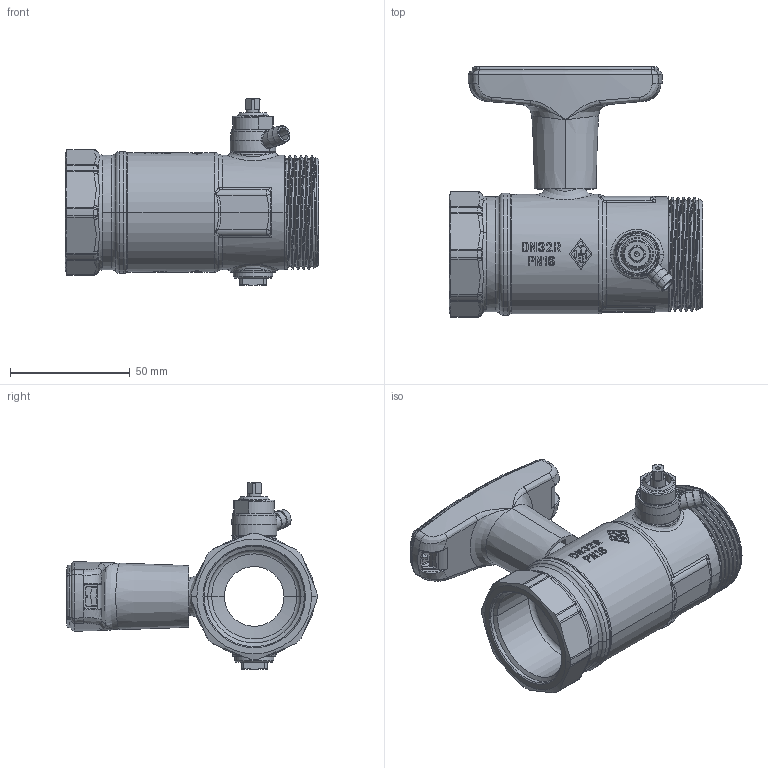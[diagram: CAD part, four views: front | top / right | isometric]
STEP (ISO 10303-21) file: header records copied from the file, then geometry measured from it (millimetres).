
FILE_DESCRIPTION((''),'2;1');
FILE_NAME('0675-05-000_SW0001','2010-09-21T',('marann'),(''),'PRO/ENGINEER BY PARAMETRIC TECHNOLOGY CORPORATION, 2010100','PRO/ENGINEER BY PARAMETRIC TECHNOLOGY CORPORATION, 2010100','');
FILE_SCHEMA(('CONFIG_CONTROL_DESIGN'));
Length unit declared in the file: millimetre
Products named in the file (1): 0675-05-000_SW0001
Bounding box: 106 x 104.65 x 78.1 mm (x, y, z)
Volume: 123914.4 mm3; surface area: 70780.8 mm2
Topology: 2 solids, 4 shells, 2195 faces, 5801 edges, 3699 vertices
Faces by surface type: plane 1239, cylinder 417, bspline 218, cone 145, torus 140, sphere 26, extrusion 10
Entity records: 92606 total; most frequent: CARTESIAN_POINT 40229, ORIENTED_EDGE 11594, DIRECTION 9877, EDGE_CURVE 5797, VERTEX_POINT 3699, VECTOR 3491, LINE 3481, AXIS2_PLACEMENT_3D 3193
